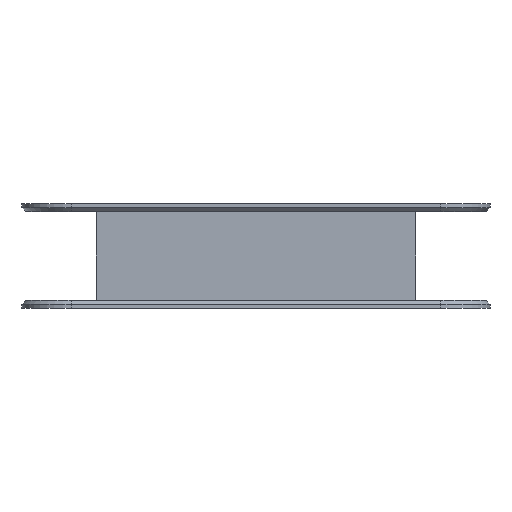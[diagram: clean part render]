
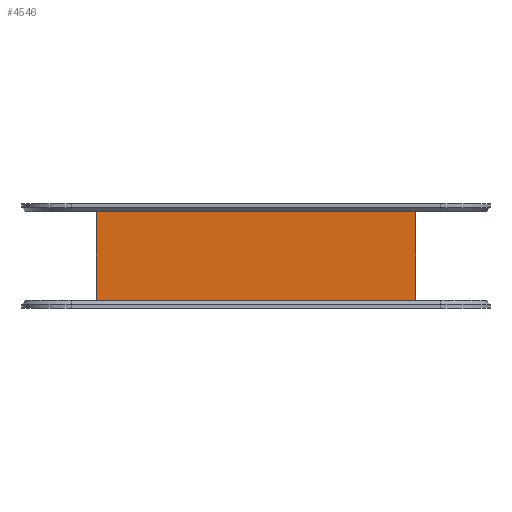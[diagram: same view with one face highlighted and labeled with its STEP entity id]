
A CAD part, left-side view. The second image highlights one B-rep face of the part: STEP entity #4546.
In plain terms, the highlighted planar face has unit normal (-1, 0, 0).
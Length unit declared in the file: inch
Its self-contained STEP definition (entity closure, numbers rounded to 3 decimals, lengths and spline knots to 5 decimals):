
#166 = DIRECTION ( 'NONE',  ( 0., -1., 0. ) ) ;
#293 = ORIENTED_EDGE ( 'NONE', *, *, #1392, .F. ) ;
#503 = DIRECTION ( 'NONE',  ( 0., 1., 0. ) ) ;
#552 = CARTESIAN_POINT ( 'NONE',  ( -0.41, 0.81, 0.49 ) ) ;
#579 = VERTEX_POINT ( 'NONE', #1762 ) ;
#1170 = CARTESIAN_POINT ( 'NONE',  ( -0.41, -0.81, 0.04 ) ) ;
#1392 = EDGE_CURVE ( 'NONE', #579, #2332, #7637, .T. ) ;
#1400 = FACE_OUTER_BOUND ( 'NONE', #7663, .T. ) ;
#1762 = CARTESIAN_POINT ( 'NONE',  ( -0.41, -0.81, 0.49 ) ) ;
#2017 = DIRECTION ( 'NONE',  ( 1., 0., 0. ) ) ;
#2151 = EDGE_CURVE ( 'NONE', #9350, #9928, #5063, .T. ) ;
#2332 = VERTEX_POINT ( 'NONE', #1170 ) ;
#2900 = CARTESIAN_POINT ( 'NONE',  ( -0.41, 0.81, 0.49 ) ) ;
#3901 = LINE ( 'NONE', #6429, #6738 ) ;
#4079 = ORIENTED_EDGE ( 'NONE', *, *, #8568, .F. ) ;
#4205 = DIRECTION ( 'NONE',  ( 0., 0., -1. ) ) ;
#4423 = EDGE_CURVE ( 'NONE', #9350, #579, #7878, .T. ) ;
#4546 = ADVANCED_FACE ( 'NONE', ( #1400 ), #8151, .F. ) ;
#5063 = LINE ( 'NONE', #8562, #5789 ) ;
#5344 = CARTESIAN_POINT ( 'NONE',  ( -0.41, 0.81, 0.49 ) ) ;
#5789 = VECTOR ( 'NONE', #9507, 39.37008 ) ;
#6025 = VECTOR ( 'NONE', #166, 39.37008 ) ;
#6429 = CARTESIAN_POINT ( 'NONE',  ( -0.41, 0., 0.04 ) ) ;
#6478 = DIRECTION ( 'NONE',  ( 0., 1., 0. ) ) ;
#6738 = VECTOR ( 'NONE', #6478, 39.37008 ) ;
#7242 = ORIENTED_EDGE ( 'NONE', *, *, #2151, .T. ) ;
#7636 = AXIS2_PLACEMENT_3D ( 'NONE', #552, #2017, #503 ) ;
#7637 = LINE ( 'NONE', #7696, #10425 ) ;
#7663 = EDGE_LOOP ( 'NONE', ( #7242, #4079, #293, #7952 ) ) ;
#7696 = CARTESIAN_POINT ( 'NONE',  ( -0.41, -0.81, 0.49 ) ) ;
#7878 = LINE ( 'NONE', #5344, #6025 ) ;
#7952 = ORIENTED_EDGE ( 'NONE', *, *, #4423, .F. ) ;
#8151 = PLANE ( 'NONE',  #7636 ) ;
#8562 = CARTESIAN_POINT ( 'NONE',  ( -0.41, 0.81, 0.49 ) ) ;
#8568 = EDGE_CURVE ( 'NONE', #2332, #9928, #3901, .T. ) ;
#9350 = VERTEX_POINT ( 'NONE', #2900 ) ;
#9507 = DIRECTION ( 'NONE',  ( 0., 0., -1. ) ) ;
#9928 = VERTEX_POINT ( 'NONE', #10250 ) ;
#10250 = CARTESIAN_POINT ( 'NONE',  ( -0.41, 0.81, 0.04 ) ) ;
#10425 = VECTOR ( 'NONE', #4205, 39.37008 ) ;
